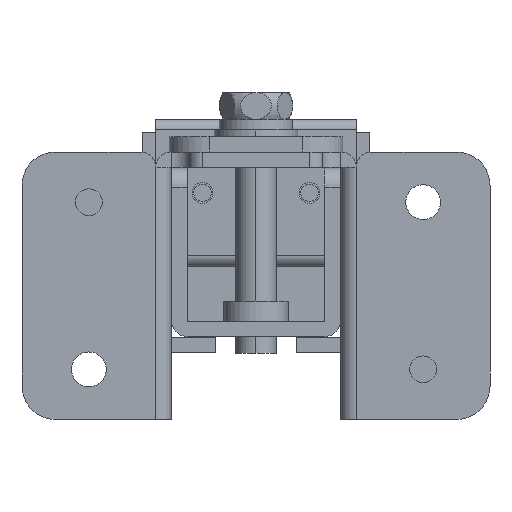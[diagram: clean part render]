
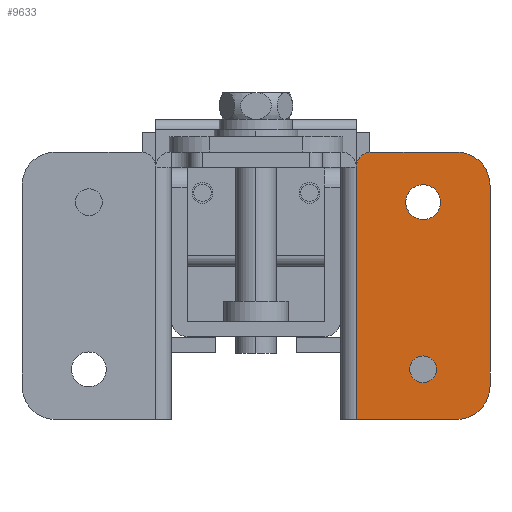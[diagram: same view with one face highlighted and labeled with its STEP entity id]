
A CAD part, front view. The second image highlights one B-rep face of the part: STEP entity #9633.
In plain terms, the highlighted planar face has unit normal (0, -1, 0).
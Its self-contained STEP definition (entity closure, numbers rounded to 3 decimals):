
#1 = EDGE_CURVE ( 'NONE', #521, #522, #2446, .T. ) ;
#2 = EDGE_CURVE ( 'NONE', #392, #393, #9725, .T. ) ;
#3 = EDGE_CURVE ( 'NONE', #521, #523, #9726, .T. ) ;
#52 = EDGE_CURVE ( 'NONE', #393, #392, #9750, .T. ) ;
#89 = EDGE_CURVE ( 'NONE', #397, #396, #9763, .T. ) ;
#109 = EDGE_CURVE ( 'NONE', #509, #510, #2751, .T. ) ;
#392 = VERTEX_POINT ( 'NONE', #2979 ) ;
#393 = VERTEX_POINT ( 'NONE', #2980 ) ;
#396 = VERTEX_POINT ( 'NONE', #2983 ) ;
#397 = VERTEX_POINT ( 'NONE', #2984 ) ;
#509 = VERTEX_POINT ( 'NONE', #3096 ) ;
#510 = VERTEX_POINT ( 'NONE', #3097 ) ;
#521 = VERTEX_POINT ( 'NONE', #3108 ) ;
#522 = VERTEX_POINT ( 'NONE', #3109 ) ;
#523 = VERTEX_POINT ( 'NONE', #3110 ) ;
#524 = VERTEX_POINT ( 'NONE', #3111 ) ;
#525 = VERTEX_POINT ( 'NONE', #3112 ) ;
#884 = EDGE_LOOP ( 'NONE', ( #1997, #2002 ) ) ;
#885 = EDGE_LOOP ( 'NONE', ( #2003, #2005, #2004, #2006, #2007, #2009, #2008 ) ) ;
#886 = EDGE_LOOP ( 'NONE', ( #2012, #2011 ) ) ;
#1997 = ORIENTED_EDGE ( 'NONE', *, *, #52, .T. ) ;
#2002 = ORIENTED_EDGE ( 'NONE', *, *, #2, .T. ) ;
#2003 = ORIENTED_EDGE ( 'NONE', *, *, #1, .F. ) ;
#2004 = ORIENTED_EDGE ( 'NONE', *, *, #5254, .T. ) ;
#2005 = ORIENTED_EDGE ( 'NONE', *, *, #3, .T. ) ;
#2006 = ORIENTED_EDGE ( 'NONE', *, *, #109, .F. ) ;
#2007 = ORIENTED_EDGE ( 'NONE', *, *, #5253, .F. ) ;
#2008 = ORIENTED_EDGE ( 'NONE', *, *, #5251, .F. ) ;
#2009 = ORIENTED_EDGE ( 'NONE', *, *, #5252, .F. ) ;
#2011 = ORIENTED_EDGE ( 'NONE', *, *, #5250, .T. ) ;
#2012 = ORIENTED_EDGE ( 'NONE', *, *, #89, .T. ) ;
#2446 = LINE ( 'NONE', #2447, #9926 ) ;
#2447 = CARTESIAN_POINT ( 'NONE',  ( 12.7, 0., 20. ) ) ;
#2448 = DIRECTION ( 'NONE',  ( 1., 0., 0. ) ) ;
#2449 = CARTESIAN_POINT ( 'NONE',  ( 25., 0., -12.5 ) ) ;
#2450 = DIRECTION ( 'NONE',  ( 0., 1., 0. ) ) ;
#2451 = DIRECTION ( 'NONE',  ( 0., 0., 1. ) ) ;
#2452 = CARTESIAN_POINT ( 'NONE',  ( 17.3, 0., 17.7 ) ) ;
#2453 = DIRECTION ( 'NONE',  ( 0., -1., 0. ) ) ;
#2454 = DIRECTION ( 'NONE',  ( 0., 0., 1. ) ) ;
#2593 = CARTESIAN_POINT ( 'NONE',  ( 25., 0., -12.5 ) ) ;
#2600 = DIRECTION ( 'NONE',  ( 0., 1., 0. ) ) ;
#2601 = DIRECTION ( 'NONE',  ( 0., 0., 1. ) ) ;
#2711 = CARTESIAN_POINT ( 'NONE',  ( 25., 0., 12.5 ) ) ;
#2712 = DIRECTION ( 'NONE',  ( 0., 1., 0. ) ) ;
#2713 = DIRECTION ( 'NONE',  ( 0., 0., 1. ) ) ;
#2751 = LINE ( 'NONE', #2752, #9969 ) ;
#2752 = CARTESIAN_POINT ( 'NONE',  ( 12.7, 0., -20. ) ) ;
#2753 = DIRECTION ( 'NONE',  ( -1., 0., 0. ) ) ;
#2979 = CARTESIAN_POINT ( 'NONE',  ( 25., 0., -14.5 ) ) ;
#2980 = CARTESIAN_POINT ( 'NONE',  ( 25., 0., -10.5 ) ) ;
#2983 = CARTESIAN_POINT ( 'NONE',  ( 25., 0., 15.1 ) ) ;
#2984 = CARTESIAN_POINT ( 'NONE',  ( 25., 0., 9.9 ) ) ;
#3096 = CARTESIAN_POINT ( 'NONE',  ( 30., 0., -20. ) ) ;
#3097 = CARTESIAN_POINT ( 'NONE',  ( 15., 0., -20. ) ) ;
#3108 = CARTESIAN_POINT ( 'NONE',  ( 17.3, 0., 20. ) ) ;
#3109 = CARTESIAN_POINT ( 'NONE',  ( 30., 0., 20. ) ) ;
#3110 = CARTESIAN_POINT ( 'NONE',  ( 15., 0., 17.7 ) ) ;
#3111 = CARTESIAN_POINT ( 'NONE',  ( 35., 0., -15. ) ) ;
#3112 = CARTESIAN_POINT ( 'NONE',  ( 35., 0., 15. ) ) ;
#4509 = AXIS2_PLACEMENT_3D ( 'NONE', #5961, #5965, #5966 ) ;
#4513 = AXIS2_PLACEMENT_3D ( 'NONE', #5958, #5959, #5960 ) ;
#4515 = AXIS2_PLACEMENT_3D ( 'NONE', #5949, #5956, #5957 ) ;
#4520 = VECTOR ( 'NONE', #5964, 1000. ) ;
#4521 = VECTOR ( 'NONE', #5970, 1000. ) ;
#5250 = EDGE_CURVE ( 'NONE', #396, #397, #6796, .T. ) ;
#5251 = EDGE_CURVE ( 'NONE', #522, #525, #6797, .T. ) ;
#5252 = EDGE_CURVE ( 'NONE', #525, #524, #5962, .T. ) ;
#5253 = EDGE_CURVE ( 'NONE', #524, #509, #6798, .T. ) ;
#5254 = EDGE_CURVE ( 'NONE', #523, #510, #5968, .T. ) ;
#5949 = CARTESIAN_POINT ( 'NONE',  ( 25., 0., 12.5 ) ) ;
#5956 = DIRECTION ( 'NONE',  ( 0., 1., 0. ) ) ;
#5957 = DIRECTION ( 'NONE',  ( 0., 0., 1. ) ) ;
#5958 = CARTESIAN_POINT ( 'NONE',  ( 30., 0., 15. ) ) ;
#5959 = DIRECTION ( 'NONE',  ( 0., 1., 0. ) ) ;
#5960 = DIRECTION ( 'NONE',  ( 0., 0., 1. ) ) ;
#5961 = CARTESIAN_POINT ( 'NONE',  ( 30., 0., -15. ) ) ;
#5962 = LINE ( 'NONE', #5963, #4520 ) ;
#5963 = CARTESIAN_POINT ( 'NONE',  ( 35., 0., -15. ) ) ;
#5964 = DIRECTION ( 'NONE',  ( 0., 0., -1. ) ) ;
#5965 = DIRECTION ( 'NONE',  ( 0., 1., 0. ) ) ;
#5966 = DIRECTION ( 'NONE',  ( 0., 0., -1. ) ) ;
#5968 = LINE ( 'NONE', #5969, #4521 ) ;
#5969 = CARTESIAN_POINT ( 'NONE',  ( 15., 0., 15. ) ) ;
#5970 = DIRECTION ( 'NONE',  ( 0., 0., -1. ) ) ;
#6796 = CIRCLE ( 'NONE', #4515, 2.6 ) ;
#6797 = CIRCLE ( 'NONE', #4513, 5. ) ;
#6798 = CIRCLE ( 'NONE', #4509, 5. ) ;
#7575 = PLANE ( 'NONE',  #8372 ) ;
#7576 = CARTESIAN_POINT ( 'NONE',  ( 30., 0., 15. ) ) ;
#7577 = DIRECTION ( 'NONE',  ( 0., 1., 0. ) ) ;
#7578 = DIRECTION ( 'NONE',  ( 0., 0., 1. ) ) ;
#8364 = FACE_OUTER_BOUND ( 'NONE', #885, .T. ) ;
#8365 = FACE_BOUND ( 'NONE', #884, .T. ) ;
#8370 = FACE_BOUND ( 'NONE', #886, .T. ) ;
#8372 = AXIS2_PLACEMENT_3D ( 'NONE', #7576, #7577, #7578 ) ;
#9633 = ADVANCED_FACE ( 'NONE', ( #8365, #8364, #8370 ), #7575, .F. ) ;
#9725 = CIRCLE ( 'NONE', #9869, 2. ) ;
#9726 = CIRCLE ( 'NONE', #9848, 2.3 ) ;
#9750 = CIRCLE ( 'NONE', #9852, 2. ) ;
#9763 = CIRCLE ( 'NONE', #10012, 2.6 ) ;
#9848 = AXIS2_PLACEMENT_3D ( 'NONE', #2452, #2453, #2454 ) ;
#9852 = AXIS2_PLACEMENT_3D ( 'NONE', #2593, #2600, #2601 ) ;
#9869 = AXIS2_PLACEMENT_3D ( 'NONE', #2449, #2450, #2451 ) ;
#9926 = VECTOR ( 'NONE', #2448, 1000. ) ;
#9969 = VECTOR ( 'NONE', #2753, 1000. ) ;
#10012 = AXIS2_PLACEMENT_3D ( 'NONE', #2711, #2712, #2713 ) ;
